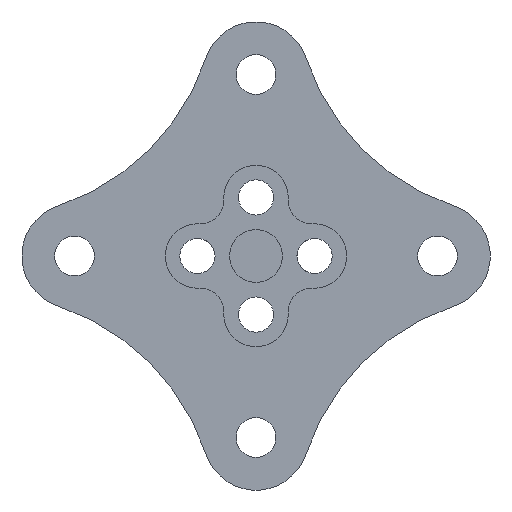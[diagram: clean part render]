
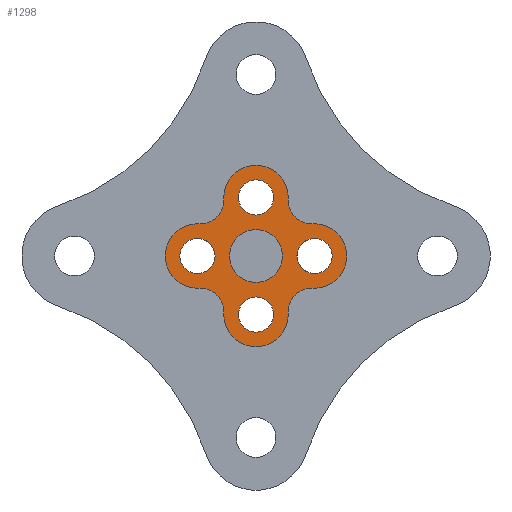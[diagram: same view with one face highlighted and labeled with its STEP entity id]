
A CAD part, front view. The second image highlights one B-rep face of the part: STEP entity #1298.
In plain terms, the highlighted planar face has unit normal (0, -1, 0).
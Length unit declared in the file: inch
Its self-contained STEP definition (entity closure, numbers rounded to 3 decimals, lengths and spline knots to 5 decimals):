
#28=FACE_BOUND('',#175,.T.);
#29=FACE_BOUND('',#176,.T.);
#30=FACE_BOUND('',#177,.T.);
#31=FACE_BOUND('',#178,.T.);
#32=FACE_BOUND('',#179,.T.);
#61=PLANE('',#1425);
#98=FACE_OUTER_BOUND('',#174,.T.);
#174=EDGE_LOOP('',(#972,#973,#974,#975,#976,#977,#978,#979,#980,#981,#982,
#983,#984,#985,#986,#987));
#175=EDGE_LOOP('',(#988));
#176=EDGE_LOOP('',(#989));
#177=EDGE_LOOP('',(#990));
#178=EDGE_LOOP('',(#991));
#179=EDGE_LOOP('',(#992));
#247=CIRCLE('',#1382,0.07874);
#267=CIRCLE('',#1405,0.07874);
#268=CIRCLE('',#1408,0.07874);
#269=CIRCLE('',#1411,0.07874);
#270=CIRCLE('',#1414,0.10827);
#271=CIRCLE('',#1417,0.10827);
#272=CIRCLE('',#1420,0.10827);
#273=CIRCLE('',#1423,0.10827);
#274=CIRCLE('',#1426,0.05906);
#275=CIRCLE('',#1427,0.05906);
#276=CIRCLE('',#1428,0.05906);
#277=CIRCLE('',#1429,0.05906);
#278=CIRCLE('',#1430,0.08858);
#379=LINE('',#2347,#452);
#390=LINE('',#2409,#463);
#394=LINE('',#2419,#467);
#397=LINE('',#2428,#470);
#400=LINE('',#2435,#473);
#402=LINE('',#2441,#475);
#404=LINE('',#2447,#477);
#406=LINE('',#2453,#479);
#452=VECTOR('',#1560,0.3937);
#463=VECTOR('',#1617,0.3937);
#467=VECTOR('',#1627,0.3937);
#470=VECTOR('',#1636,0.3937);
#473=VECTOR('',#1645,0.3937);
#475=VECTOR('',#1653,0.3937);
#477=VECTOR('',#1661,0.3937);
#479=VECTOR('',#1669,0.3937);
#539=VERTEX_POINT('',#2337);
#540=VERTEX_POINT('',#2339);
#542=VERTEX_POINT('',#2345);
#568=VERTEX_POINT('',#2401);
#569=VERTEX_POINT('',#2403);
#570=VERTEX_POINT('',#2407);
#571=VERTEX_POINT('',#2411);
#572=VERTEX_POINT('',#2413);
#573=VERTEX_POINT('',#2417);
#574=VERTEX_POINT('',#2421);
#575=VERTEX_POINT('',#2423);
#576=VERTEX_POINT('',#2427);
#577=VERTEX_POINT('',#2431);
#578=VERTEX_POINT('',#2437);
#579=VERTEX_POINT('',#2445);
#580=VERTEX_POINT('',#2449);
#581=VERTEX_POINT('',#2455);
#582=VERTEX_POINT('',#2457);
#583=VERTEX_POINT('',#2459);
#584=VERTEX_POINT('',#2461);
#585=VERTEX_POINT('',#2463);
#677=EDGE_CURVE('',#539,#540,#247,.F.);
#681=EDGE_CURVE('',#542,#539,#379,.T.);
#709=EDGE_CURVE('',#568,#569,#267,.F.);
#712=EDGE_CURVE('',#570,#568,#390,.T.);
#714=EDGE_CURVE('',#571,#572,#268,.F.);
#717=EDGE_CURVE('',#573,#571,#394,.T.);
#719=EDGE_CURVE('',#574,#575,#269,.F.);
#721=EDGE_CURVE('',#575,#576,#397,.T.);
#724=EDGE_CURVE('',#577,#542,#270,.T.);
#725=EDGE_CURVE('',#569,#577,#400,.T.);
#727=EDGE_CURVE('',#578,#570,#271,.T.);
#728=EDGE_CURVE('',#572,#578,#402,.T.);
#729=EDGE_CURVE('',#576,#573,#272,.T.);
#731=EDGE_CURVE('',#579,#574,#404,.T.);
#733=EDGE_CURVE('',#580,#579,#273,.T.);
#734=EDGE_CURVE('',#540,#580,#406,.T.);
#735=EDGE_CURVE('',#581,#581,#274,.T.);
#736=EDGE_CURVE('',#582,#582,#275,.T.);
#737=EDGE_CURVE('',#583,#583,#276,.T.);
#738=EDGE_CURVE('',#584,#584,#277,.T.);
#739=EDGE_CURVE('',#585,#585,#278,.T.);
#972=ORIENTED_EDGE('',*,*,#681,.F.);
#973=ORIENTED_EDGE('',*,*,#724,.F.);
#974=ORIENTED_EDGE('',*,*,#725,.F.);
#975=ORIENTED_EDGE('',*,*,#709,.F.);
#976=ORIENTED_EDGE('',*,*,#712,.F.);
#977=ORIENTED_EDGE('',*,*,#727,.F.);
#978=ORIENTED_EDGE('',*,*,#728,.F.);
#979=ORIENTED_EDGE('',*,*,#714,.F.);
#980=ORIENTED_EDGE('',*,*,#717,.F.);
#981=ORIENTED_EDGE('',*,*,#729,.F.);
#982=ORIENTED_EDGE('',*,*,#721,.F.);
#983=ORIENTED_EDGE('',*,*,#719,.F.);
#984=ORIENTED_EDGE('',*,*,#731,.F.);
#985=ORIENTED_EDGE('',*,*,#733,.F.);
#986=ORIENTED_EDGE('',*,*,#734,.F.);
#987=ORIENTED_EDGE('',*,*,#677,.F.);
#988=ORIENTED_EDGE('',*,*,#735,.F.);
#989=ORIENTED_EDGE('',*,*,#736,.F.);
#990=ORIENTED_EDGE('',*,*,#737,.F.);
#991=ORIENTED_EDGE('',*,*,#738,.F.);
#992=ORIENTED_EDGE('',*,*,#739,.F.);
#1298=ADVANCED_FACE('',(#98,#28,#29,#30,#31,#32),#61,.T.);
#1382=AXIS2_PLACEMENT_3D('',#2340,#1553,#1554);
#1405=AXIS2_PLACEMENT_3D('',#2404,#1611,#1612);
#1408=AXIS2_PLACEMENT_3D('',#2414,#1621,#1622);
#1411=AXIS2_PLACEMENT_3D('',#2424,#1631,#1632);
#1414=AXIS2_PLACEMENT_3D('',#2433,#1641,#1642);
#1417=AXIS2_PLACEMENT_3D('',#2439,#1649,#1650);
#1420=AXIS2_PLACEMENT_3D('',#2443,#1656,#1657);
#1423=AXIS2_PLACEMENT_3D('',#2451,#1665,#1666);
#1425=AXIS2_PLACEMENT_3D('',#2454,#1670,#1671);
#1426=AXIS2_PLACEMENT_3D('',#2456,#1672,#1673);
#1427=AXIS2_PLACEMENT_3D('',#2458,#1674,#1675);
#1428=AXIS2_PLACEMENT_3D('',#2460,#1676,#1677);
#1429=AXIS2_PLACEMENT_3D('',#2462,#1678,#1679);
#1430=AXIS2_PLACEMENT_3D('',#2464,#1680,#1681);
#1553=DIRECTION('center_axis',(0.,1.,0.));
#1554=DIRECTION('ref_axis',(0.707,0.,-0.707));
#1560=DIRECTION('',(1.,0.,0.));
#1611=DIRECTION('center_axis',(0.,1.,0.));
#1612=DIRECTION('ref_axis',(0.707,0.,0.707));
#1617=DIRECTION('',(0.,0.,1.));
#1621=DIRECTION('center_axis',(0.,1.,0.));
#1622=DIRECTION('ref_axis',(-0.707,0.,0.707));
#1627=DIRECTION('',(-1.,0.,0.));
#1631=DIRECTION('center_axis',(0.,1.,0.));
#1632=DIRECTION('ref_axis',(-0.707,0.,-0.707));
#1636=DIRECTION('',(1.,0.,0.));
#1641=DIRECTION('center_axis',(0.,1.,0.));
#1642=DIRECTION('ref_axis',(0.,0.,1.));
#1645=DIRECTION('',(-1.,0.,0.));
#1649=DIRECTION('center_axis',(0.,1.,0.));
#1650=DIRECTION('ref_axis',(-1.,0.,0.));
#1653=DIRECTION('',(0.,0.,-1.));
#1656=DIRECTION('center_axis',(0.,1.,0.));
#1657=DIRECTION('ref_axis',(0.,0.,-1.));
#1661=DIRECTION('',(0.,0.,-1.));
#1665=DIRECTION('center_axis',(0.,1.,0.));
#1666=DIRECTION('ref_axis',(1.,0.,0.));
#1669=DIRECTION('',(0.,0.,1.));
#1670=DIRECTION('center_axis',(0.,-1.,0.));
#1671=DIRECTION('ref_axis',(0.,0.,-1.));
#1672=DIRECTION('center_axis',(0.,-1.,0.));
#1673=DIRECTION('ref_axis',(1.,0.,0.));
#1674=DIRECTION('center_axis',(0.,-1.,0.));
#1675=DIRECTION('ref_axis',(1.,0.,0.));
#1676=DIRECTION('center_axis',(0.,-1.,0.));
#1677=DIRECTION('ref_axis',(1.,0.,0.));
#1678=DIRECTION('center_axis',(0.,-1.,0.));
#1679=DIRECTION('ref_axis',(1.,0.,0.));
#1680=DIRECTION('center_axis',(0.,-1.,0.));
#1681=DIRECTION('ref_axis',(1.,0.,0.));
#2337=CARTESIAN_POINT('',(-0.18701,-0.07874,0.10827));
#2339=CARTESIAN_POINT('',(-0.10827,-0.07874,0.18701));
#2340=CARTESIAN_POINT('Origin',(-0.18701,-0.07874,
0.18701));
#2345=CARTESIAN_POINT('',(-0.19685,-0.07874,0.10827));
#2347=CARTESIAN_POINT('',(0.19685,-0.07874,0.10827));
#2401=CARTESIAN_POINT('',(-0.10827,-0.07874,-0.18701));
#2403=CARTESIAN_POINT('',(-0.18701,-0.07874,-0.10827));
#2404=CARTESIAN_POINT('Origin',(-0.18701,-0.07874,
-0.18701));
#2407=CARTESIAN_POINT('',(-0.10827,-0.07874,-0.19685));
#2409=CARTESIAN_POINT('',(-0.10827,-0.07874,0.19685));
#2411=CARTESIAN_POINT('',(0.18701,-0.07874,-0.10827));
#2413=CARTESIAN_POINT('',(0.10827,-0.07874,-0.18701));
#2414=CARTESIAN_POINT('Origin',(0.18701,-0.07874,-0.18701));
#2417=CARTESIAN_POINT('',(0.19685,-0.07874,-0.10827));
#2419=CARTESIAN_POINT('',(-0.19685,-0.07874,-0.10827));
#2421=CARTESIAN_POINT('',(0.10827,-0.07874,0.18701));
#2423=CARTESIAN_POINT('',(0.18701,-0.07874,0.10827));
#2424=CARTESIAN_POINT('Origin',(0.18701,-0.07874,0.18701));
#2427=CARTESIAN_POINT('',(0.19685,-0.07874,0.10827));
#2428=CARTESIAN_POINT('',(0.19685,-0.07874,0.10827));
#2431=CARTESIAN_POINT('',(-0.19685,-0.07874,-0.10827));
#2433=CARTESIAN_POINT('Origin',(-0.19685,-0.07874,
0.));
#2435=CARTESIAN_POINT('',(-0.19685,-0.07874,-0.10827));
#2437=CARTESIAN_POINT('',(0.10827,-0.07874,-0.19685));
#2439=CARTESIAN_POINT('Origin',(0.,-0.07874,
-0.19685));
#2441=CARTESIAN_POINT('',(0.10827,-0.07874,-0.19685));
#2443=CARTESIAN_POINT('Origin',(0.19685,-0.07874,0.));
#2445=CARTESIAN_POINT('',(0.10827,-0.07874,0.19685));
#2447=CARTESIAN_POINT('',(0.10827,-0.07874,-0.19685));
#2449=CARTESIAN_POINT('',(-0.10827,-0.07874,0.19685));
#2451=CARTESIAN_POINT('Origin',(0.,-0.07874,
0.19685));
#2453=CARTESIAN_POINT('',(-0.10827,-0.07874,0.19685));
#2454=CARTESIAN_POINT('Origin',(0.,-0.07874,
0.));
#2455=CARTESIAN_POINT('',(0.1378,-0.07874,0.));
#2456=CARTESIAN_POINT('Origin',(0.19685,-0.07874,0.));
#2457=CARTESIAN_POINT('',(-0.05906,-0.07874,-0.19685));
#2458=CARTESIAN_POINT('Origin',(0.,-0.07874,
-0.19685));
#2459=CARTESIAN_POINT('',(-0.25591,-0.07874,0.));
#2460=CARTESIAN_POINT('Origin',(-0.19685,-0.07874,
0.));
#2461=CARTESIAN_POINT('',(-0.05906,-0.07874,0.19685));
#2462=CARTESIAN_POINT('Origin',(0.,-0.07874,
0.19685));
#2463=CARTESIAN_POINT('',(-0.08858,-0.07874,0.));
#2464=CARTESIAN_POINT('Origin',(0.,-0.07874,0.));
